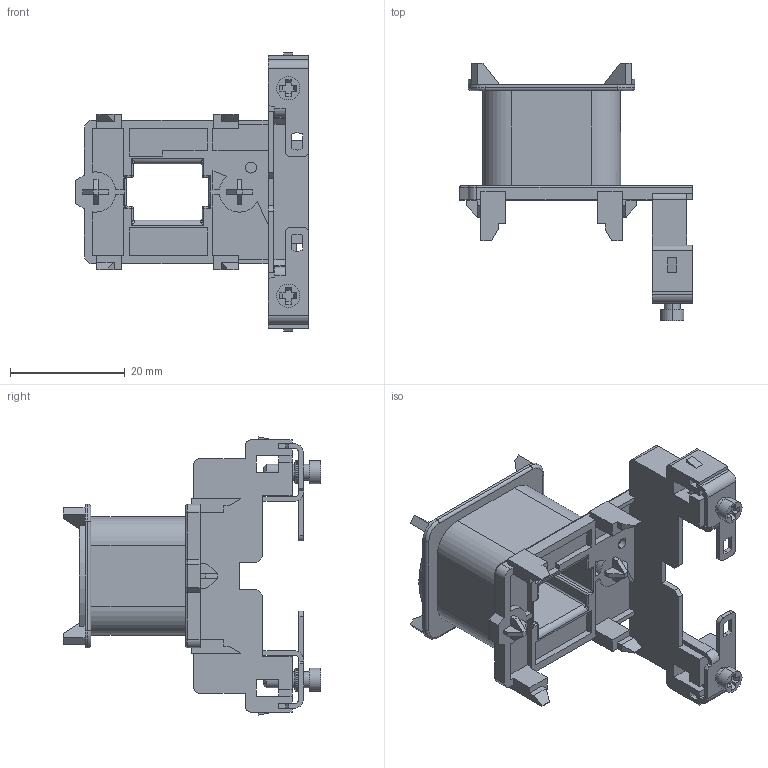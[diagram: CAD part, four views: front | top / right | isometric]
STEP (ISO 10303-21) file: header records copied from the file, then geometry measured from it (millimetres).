
FILE_DESCRIPTION (( 'STEP AP214' ), '1' );
FILE_NAME ('B3RT1915-5AK61.STEP', '2019-09-13T18:43:02', ( '' ), ( '' ), 'SwSTEP 2.0', 'SolidWorks 2017', '' );
FILE_SCHEMA (( 'AUTOMOTIVE_DESIGN' ));
Length unit declared in the file: millimetre
Products named in the file (1): B3RT1915-5AK61
Bounding box: 40.5 x 44.8 x 48.4 mm (x, y, z)
Volume: 9969.9 mm3; surface area: 9058.1 mm2
Topology: 1 solids, 1 shells, 511 faces, 1415 edges, 891 vertices
Faces by surface type: plane 349, cylinder 113, torus 22, bspline 16, sphere 8, cone 3
Entity records: 16400 total; most frequent: CARTESIAN_POINT 3390, ORIENTED_EDGE 2782, DIRECTION 2596, EDGE_CURVE 1391, LINE 1106, VECTOR 1106, VERTEX_POINT 891, AXIS2_PLACEMENT_3D 745
